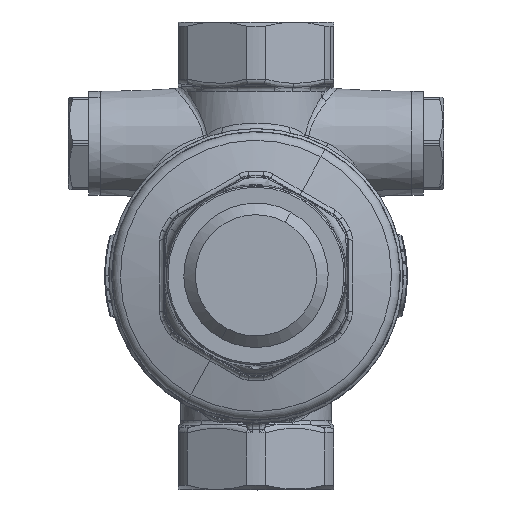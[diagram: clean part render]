
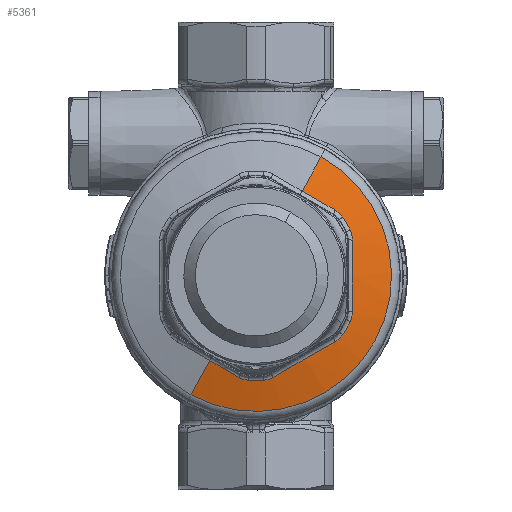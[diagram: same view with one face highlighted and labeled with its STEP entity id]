
A CAD part, top view. The second image highlights one B-rep face of the part: STEP entity #5361.
In plain terms, the highlighted conical face has half-angle 75 degrees and reference radius 16.55 mm.
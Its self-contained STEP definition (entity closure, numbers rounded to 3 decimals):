
#4223=CARTESIAN_POINT('Vertex',(11.258,20.608,36.09)) ;
#4239=CARTESIAN_POINT('Vertex',(-11.258,-20.608,36.09)) ;
#4242=CARTESIAN_POINT('Axis2P3D Location',(0.,0.,36.09)) ;
#5099=CARTESIAN_POINT('Line Origine',(239.479,438.364,-91.462)) ;
#5103=CARTESIAN_POINT('Vertex',(8.003,14.649,37.91)) ;
#5208=CARTESIAN_POINT('Vertex',(-8.003,-14.649,37.91)) ;
#5211=CARTESIAN_POINT('Line Origine',(-239.479,-438.364,-91.462)) ;
#5235=CARTESIAN_POINT('Axis2P3D Location',(0.,0.,37.948)) ;
#5241=CARTESIAN_POINT('Control Point',(-8.003,-14.649,37.91)) ;
#5242=CARTESIAN_POINT('Control Point',(-6.743,-15.376,37.901)) ;
#5243=CARTESIAN_POINT('Control Point',(-5.495,-16.105,37.844)) ;
#5244=CARTESIAN_POINT('Control Point',(-4.235,-16.833,37.745)) ;
#5245=CARTESIAN_POINT('Control Point',(-2.991,-17.564,37.608)) ;
#5246=CARTESIAN_POINT('Vertex',(-2.991,-17.564,37.608)) ;
#5250=CARTESIAN_POINT('Control Point',(-2.991,-17.564,37.608)) ;
#5251=CARTESIAN_POINT('Control Point',(-2.48,-17.864,37.552)) ;
#5252=CARTESIAN_POINT('Control Point',(-1.897,-18.044,37.523)) ;
#5253=CARTESIAN_POINT('Control Point',(-1.304,-18.087,37.523)) ;
#5254=CARTESIAN_POINT('Vertex',(-1.304,-18.087,37.523)) ;
#5257=CARTESIAN_POINT('Axis2P3D Location',(0.,0.,37.523)) ;
#5261=CARTESIAN_POINT('Vertex',(1.304,-18.087,37.523)) ;
#5265=CARTESIAN_POINT('Control Point',(1.304,-18.087,37.523)) ;
#5266=CARTESIAN_POINT('Control Point',(1.897,-18.044,37.523)) ;
#5267=CARTESIAN_POINT('Control Point',(2.48,-17.864,37.552)) ;
#5268=CARTESIAN_POINT('Control Point',(2.991,-17.564,37.608)) ;
#5269=CARTESIAN_POINT('Vertex',(2.991,-17.564,37.608)) ;
#5273=CARTESIAN_POINT('Control Point',(13.716,-11.372,37.608)) ;
#5274=CARTESIAN_POINT('Control Point',(11.034,-12.9,37.9)) ;
#5275=CARTESIAN_POINT('Control Point',(8.341,-14.446,38.026)) ;
#5276=CARTESIAN_POINT('Control Point',(5.654,-16.005,37.9)) ;
#5277=CARTESIAN_POINT('Control Point',(2.991,-17.564,37.608)) ;
#5278=CARTESIAN_POINT('Vertex',(13.716,-11.372,37.608)) ;
#5282=CARTESIAN_POINT('Control Point',(13.716,-11.372,37.608)) ;
#5283=CARTESIAN_POINT('Control Point',(14.231,-11.079,37.552)) ;
#5284=CARTESIAN_POINT('Control Point',(14.678,-10.665,37.523)) ;
#5285=CARTESIAN_POINT('Control Point',(15.012,-10.173,37.523)) ;
#5286=CARTESIAN_POINT('Vertex',(15.012,-10.173,37.523)) ;
#5289=CARTESIAN_POINT('Axis2P3D Location',(0.,0.,37.523)) ;
#5293=CARTESIAN_POINT('Vertex',(16.316,-7.915,37.523)) ;
#5297=CARTESIAN_POINT('Control Point',(16.316,-7.915,37.523)) ;
#5298=CARTESIAN_POINT('Control Point',(16.575,-7.379,37.523)) ;
#5299=CARTESIAN_POINT('Control Point',(16.71,-6.784,37.552)) ;
#5300=CARTESIAN_POINT('Control Point',(16.706,-6.192,37.608)) ;
#5301=CARTESIAN_POINT('Vertex',(16.706,-6.192,37.608)) ;
#5305=CARTESIAN_POINT('Control Point',(16.706,6.192,37.608)) ;
#5306=CARTESIAN_POINT('Control Point',(16.688,3.106,37.9)) ;
#5307=CARTESIAN_POINT('Control Point',(16.681,0.,38.026)) ;
#5308=CARTESIAN_POINT('Control Point',(16.688,-3.106,37.9)) ;
#5309=CARTESIAN_POINT('Control Point',(16.706,-6.192,37.608)) ;
#5310=CARTESIAN_POINT('Vertex',(16.706,6.192,37.608)) ;
#5314=CARTESIAN_POINT('Control Point',(16.706,6.192,37.608)) ;
#5315=CARTESIAN_POINT('Control Point',(16.71,6.784,37.552)) ;
#5316=CARTESIAN_POINT('Control Point',(16.575,7.379,37.523)) ;
#5317=CARTESIAN_POINT('Control Point',(16.316,7.915,37.523)) ;
#5318=CARTESIAN_POINT('Vertex',(16.316,7.915,37.523)) ;
#5321=CARTESIAN_POINT('Axis2P3D Location',(0.,0.,37.523)) ;
#5325=CARTESIAN_POINT('Vertex',(15.012,10.173,37.523)) ;
#5329=CARTESIAN_POINT('Control Point',(15.012,10.173,37.523)) ;
#5330=CARTESIAN_POINT('Control Point',(14.678,10.665,37.523)) ;
#5331=CARTESIAN_POINT('Control Point',(14.231,11.079,37.552)) ;
#5332=CARTESIAN_POINT('Control Point',(13.716,11.372,37.608)) ;
#5333=CARTESIAN_POINT('Vertex',(13.716,11.372,37.608)) ;
#5337=CARTESIAN_POINT('Control Point',(13.716,11.372,37.608)) ;
#5338=CARTESIAN_POINT('Control Point',(12.29,12.18,37.764)) ;
#5339=CARTESIAN_POINT('Control Point',(10.858,13.009,37.87)) ;
#5340=CARTESIAN_POINT('Control Point',(9.432,13.821,37.921)) ;
#5341=CARTESIAN_POINT('Control Point',(8.003,14.649,37.91)) ;
#4243=DIRECTION('Axis2P3D Direction',(0.,0.,1.)) ;
#5100=DIRECTION('Vector Direction',(0.463,0.848,-0.259)) ;
#5212=DIRECTION('Vector Direction',(-0.463,-0.848,-0.259)) ;
#5236=DIRECTION('Axis2P3D Direction',(0.,0.,-1.)) ;
#5237=DIRECTION('Axis2P3D XDirection',(-0.878,0.479,0.)) ;
#5258=DIRECTION('Axis2P3D Direction',(0.,0.,-1.)) ;
#5290=DIRECTION('Axis2P3D Direction',(0.,0.,-1.)) ;
#5322=DIRECTION('Axis2P3D Direction',(0.,0.,-1.)) ;
#4244=AXIS2_PLACEMENT_3D('Circle Axis2P3D',#4242,#4243,$) ;
#5238=AXIS2_PLACEMENT_3D('Cone Axis2P3D',#5235,#5236,#5237) ;
#5259=AXIS2_PLACEMENT_3D('Circle Axis2P3D',#5257,#5258,$) ;
#5291=AXIS2_PLACEMENT_3D('Circle Axis2P3D',#5289,#5290,$) ;
#5323=AXIS2_PLACEMENT_3D('Circle Axis2P3D',#5321,#5322,$) ;
#5344=ORIENTED_EDGE('',*,*,#5215,.F.) ;
#5345=ORIENTED_EDGE('',*,*,#5248,.T.) ;
#5346=ORIENTED_EDGE('',*,*,#5256,.T.) ;
#5347=ORIENTED_EDGE('',*,*,#5263,.T.) ;
#5348=ORIENTED_EDGE('',*,*,#5271,.T.) ;
#5349=ORIENTED_EDGE('',*,*,#5280,.F.) ;
#5350=ORIENTED_EDGE('',*,*,#5288,.T.) ;
#5351=ORIENTED_EDGE('',*,*,#5295,.T.) ;
#5352=ORIENTED_EDGE('',*,*,#5303,.T.) ;
#5353=ORIENTED_EDGE('',*,*,#5312,.F.) ;
#5354=ORIENTED_EDGE('',*,*,#5320,.T.) ;
#5355=ORIENTED_EDGE('',*,*,#5327,.T.) ;
#5356=ORIENTED_EDGE('',*,*,#5335,.T.) ;
#5357=ORIENTED_EDGE('',*,*,#5342,.T.) ;
#5358=ORIENTED_EDGE('',*,*,#5105,.F.) ;
#5359=ORIENTED_EDGE('',*,*,#4246,.T.) ;
#5101=VECTOR('Line Direction',#5100,1.) ;
#5213=VECTOR('Line Direction',#5212,1.) ;
#5361=ADVANCED_FACE('Sheet.3',(#5360),#5239,.F.) ;
#5240=B_SPLINE_CURVE_WITH_KNOTS('',4,(#5241,#5242,#5243,#5244,#5245),.UNSPECIFIED.,.F.,.U.,(5,5),(0.,5.808),.UNSPECIFIED.) ;
#5249=B_SPLINE_CURVE_WITH_KNOTS('',3,(#5250,#5251,#5252,#5253),.UNSPECIFIED.,.F.,.U.,(4,4),(0.,1.783),.UNSPECIFIED.) ;
#5264=B_SPLINE_CURVE_WITH_KNOTS('',3,(#5265,#5266,#5267,#5268),.UNSPECIFIED.,.F.,.U.,(4,4),(0.,1.783),.UNSPECIFIED.) ;
#5272=B_SPLINE_CURVE_WITH_KNOTS('',4,(#5273,#5274,#5275,#5276,#5277),.UNSPECIFIED.,.F.,.U.,(5,5),(0.,12.403),.UNSPECIFIED.) ;
#5281=B_SPLINE_CURVE_WITH_KNOTS('',3,(#5282,#5283,#5284,#5285),.UNSPECIFIED.,.F.,.U.,(4,4),(0.,1.783),.UNSPECIFIED.) ;
#5296=B_SPLINE_CURVE_WITH_KNOTS('',3,(#5297,#5298,#5299,#5300),.UNSPECIFIED.,.F.,.U.,(4,4),(0.,1.783),.UNSPECIFIED.) ;
#5304=B_SPLINE_CURVE_WITH_KNOTS('',4,(#5305,#5306,#5307,#5308,#5309),.UNSPECIFIED.,.F.,.U.,(5,5),(0.,12.403),.UNSPECIFIED.) ;
#5313=B_SPLINE_CURVE_WITH_KNOTS('',3,(#5314,#5315,#5316,#5317),.UNSPECIFIED.,.F.,.U.,(4,4),(0.,1.783),.UNSPECIFIED.) ;
#5328=B_SPLINE_CURVE_WITH_KNOTS('',3,(#5329,#5330,#5331,#5332),.UNSPECIFIED.,.F.,.U.,(4,4),(0.,1.783),.UNSPECIFIED.) ;
#5336=B_SPLINE_CURVE_WITH_KNOTS('',4,(#5337,#5338,#5339,#5340,#5341),.UNSPECIFIED.,.F.,.U.,(5,5),(0.,6.595),.UNSPECIFIED.) ;
#4245=CIRCLE('generated circle',#4244,23.483) ;
#5260=CIRCLE('generated circle',#5259,18.134) ;
#5292=CIRCLE('generated circle',#5291,18.134) ;
#5324=CIRCLE('generated circle',#5323,18.134) ;
#5239=CONICAL_SURFACE('Cone',#5238,16.55,1.309) ;
#4246=EDGE_CURVE('',#4224,#4240,#4245,.F.) ;
#5105=EDGE_CURVE('',#4224,#5104,#5102,.F.) ;
#5215=EDGE_CURVE('',#5209,#4240,#5214,.T.) ;
#5248=EDGE_CURVE('',#5209,#5247,#5240,.T.) ;
#5256=EDGE_CURVE('',#5247,#5255,#5249,.T.) ;
#5263=EDGE_CURVE('',#5255,#5262,#5260,.F.) ;
#5271=EDGE_CURVE('',#5262,#5270,#5264,.T.) ;
#5280=EDGE_CURVE('',#5279,#5270,#5272,.T.) ;
#5288=EDGE_CURVE('',#5279,#5287,#5281,.T.) ;
#5295=EDGE_CURVE('',#5287,#5294,#5292,.F.) ;
#5303=EDGE_CURVE('',#5294,#5302,#5296,.T.) ;
#5312=EDGE_CURVE('',#5311,#5302,#5304,.T.) ;
#5320=EDGE_CURVE('',#5311,#5319,#5313,.T.) ;
#5327=EDGE_CURVE('',#5319,#5326,#5324,.F.) ;
#5335=EDGE_CURVE('',#5326,#5334,#5328,.T.) ;
#5342=EDGE_CURVE('',#5334,#5104,#5336,.T.) ;
#5343=EDGE_LOOP('',(#5344,#5345,#5346,#5347,#5348,#5349,#5350,#5351,#5352,#5353,#5354,#5355,#5356,#5357,#5358,#5359)) ;
#5360=FACE_OUTER_BOUND('',#5343,.T.) ;
#5102=LINE('Line',#5099,#5101) ;
#5214=LINE('Line',#5211,#5213) ;
#4224=VERTEX_POINT('',#4223) ;
#4240=VERTEX_POINT('',#4239) ;
#5104=VERTEX_POINT('',#5103) ;
#5209=VERTEX_POINT('',#5208) ;
#5247=VERTEX_POINT('',#5246) ;
#5255=VERTEX_POINT('',#5254) ;
#5262=VERTEX_POINT('',#5261) ;
#5270=VERTEX_POINT('',#5269) ;
#5279=VERTEX_POINT('',#5278) ;
#5287=VERTEX_POINT('',#5286) ;
#5294=VERTEX_POINT('',#5293) ;
#5302=VERTEX_POINT('',#5301) ;
#5311=VERTEX_POINT('',#5310) ;
#5319=VERTEX_POINT('',#5318) ;
#5326=VERTEX_POINT('',#5325) ;
#5334=VERTEX_POINT('',#5333) ;
